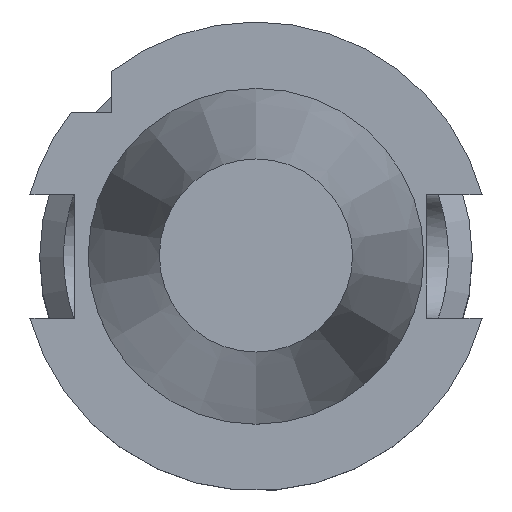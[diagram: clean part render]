
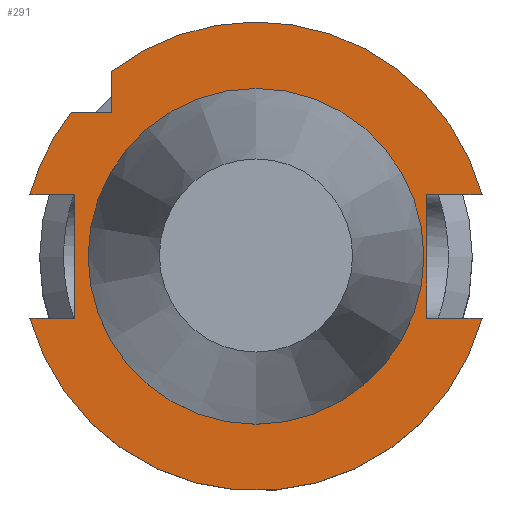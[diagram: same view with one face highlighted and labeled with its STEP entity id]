
A CAD part, top view. The second image highlights one B-rep face of the part: STEP entity #291.
In plain terms, the highlighted planar face has unit normal (0, 0, 1).
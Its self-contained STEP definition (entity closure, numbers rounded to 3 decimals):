
#251=EDGE_CURVE('240[2]',#669,#670,#671,.T.);
#253=EDGE_CURVE('240[2]',#673,#674,#675,.T.);
#268=EDGE_CURVE('240[2]',#697,#577,#698,.T.);
#274=EDGE_CURVE('240[2]',#697,#670,#705,.T.);
#276=EDGE_CURVE('240[2]',#707,#589,#708,.T.);
#282=EDGE_CURVE('240[2]',#716,#717,#718,.T.);
#286=EDGE_CURVE('240[2]',#723,#723,#724,.T.);
#291=ADVANCED_FACE('240[2]',(#731,#732),#733,.T.);
#340=EDGE_CURVE('240[2]',#673,#707,#802,.T.);
#386=EDGE_CURVE('240[2]',#717,#669,#861,.T.);
#399=EDGE_CURVE('240[2]',#876,#674,#877,.T.);
#508=EDGE_CURVE('240[2]',#577,#876,#1005,.T.);
#524=EDGE_CURVE('240[2]',#716,#589,#1026,.T.);
#577=VERTEX_POINT('',#1155);
#589=VERTEX_POINT('',#1172);
#669=VERTEX_POINT('',#1371);
#670=VERTEX_POINT('',#1372);
#671=LINE('',#1373,#1374);
#673=VERTEX_POINT('',#1377);
#674=VERTEX_POINT('',#1378);
#675=CIRCLE('',#1379,48.75);
#697=VERTEX_POINT('',#1408);
#698=LINE('',#1409,#1410);
#705=CIRCLE('',#1421,48.75);
#707=VERTEX_POINT('',#1424);
#708=LINE('',#1425,#1426);
#716=VERTEX_POINT('',#1438);
#717=VERTEX_POINT('',#1439);
#718=LINE('',#1440,#1441);
#723=VERTEX_POINT('',#1448);
#724=CIRCLE('',#1449,34.925);
#731=FACE_OUTER_BOUND('',#1458,.T.);
#732=FACE_BOUND('',#1459,.T.);
#733=PLANE('',#1460);
#802=LINE('',#1569,#1570);
#861=LINE('',#1670,#1671);
#876=VERTEX_POINT('',#1694);
#877=LINE('',#1695,#1696);
#1005=LINE('',#1967,#1968);
#1026=CIRCLE('',#2033,48.75);
#1155=CARTESIAN_POINT('',(35.5,-12.85,-3.2));
#1172=CARTESIAN_POINT('',(-38.426,30.0,-3.2));
#1371=CARTESIAN_POINT('',(-37.7,-12.85,-3.2));
#1372=CARTESIAN_POINT('',(-47.026,-12.85,-3.2));
#1373=CARTESIAN_POINT('',(-21.972,-12.85,-3.2));
#1374=VECTOR('',#2172,1.0);
#1377=CARTESIAN_POINT('',(-30.0,38.426,-3.2));
#1378=CARTESIAN_POINT('',(47.026,12.85,-3.2));
#1379=AXIS2_PLACEMENT_3D('',#2173,#2174,#2175);
#1408=CARTESIAN_POINT('',(47.026,-12.85,-3.2));
#1409=CARTESIAN_POINT('',(21.422,-12.85,-3.2));
#1410=VECTOR('',#2204,1.0);
#1421=AXIS2_PLACEMENT_3D('',#2209,#2210,#2211);
#1424=CARTESIAN_POINT('',(-30.0,30.0,-3.2));
#1425=CARTESIAN_POINT('',(-18.059,30.0,-3.2));
#1426=VECTOR('',#2212,1.0);
#1438=CARTESIAN_POINT('',(-47.026,12.85,-3.2));
#1439=CARTESIAN_POINT('',(-37.7,12.85,-3.2));
#1440=CARTESIAN_POINT('',(-21.972,12.85,-3.2));
#1441=VECTOR('',#2217,1.0);
#1448=CARTESIAN_POINT('',(0.,34.925,-3.2));
#1449=AXIS2_PLACEMENT_3D('',#2221,#2222,#2223);
#1458=EDGE_LOOP('',(#2228,#2229,#2230,#2231,#2232,#2233,#2234,#2235,#2236,#2237,#2238));
#1459=EDGE_LOOP('',(#2239));
#1460=AXIS2_PLACEMENT_3D('',#2240,#2241,#2242);
#1569=CARTESIAN_POINT('',(-30.0,38.978,-3.2));
#1570=VECTOR('',#2303,1.0);
#1670=CARTESIAN_POINT('',(-37.7,20.919,-3.2));
#1671=VECTOR('',#2409,1.0);
#1694=CARTESIAN_POINT('',(35.5,12.85,-3.2));
#1695=CARTESIAN_POINT('',(21.422,12.85,-3.2));
#1696=VECTOR('',#2426,1.0);
#1967=CARTESIAN_POINT('',(35.5,20.919,-3.2));
#1968=VECTOR('',#2575,1.0);
#2033=AXIS2_PLACEMENT_3D('',#2614,#2615,#2616);
#2172=DIRECTION('',(-1.0,0.,0.));
#2173=CARTESIAN_POINT('',(0.,0.,-3.2));
#2174=DIRECTION('',(0.,0.,-1.0));
#2175=DIRECTION('',(0.,1.0,0.));
#2204=DIRECTION('',(-1.0,0.,0.));
#2209=CARTESIAN_POINT('',(0.,0.,-3.2));
#2210=DIRECTION('',(0.,0.,-1.0));
#2211=DIRECTION('',(0.,1.0,0.));
#2212=DIRECTION('',(-1.0,0.0,0.));
#2217=DIRECTION('',(1.0,0.,0.));
#2221=CARTESIAN_POINT('',(0.,0.,-3.2));
#2222=DIRECTION('',(0.,0.,-1.0));
#2223=DIRECTION('',(0.,1.0,0.));
#2228=ORIENTED_EDGE('',*,*,#276,.T.);
#2229=ORIENTED_EDGE('',*,*,#524,.F.);
#2230=ORIENTED_EDGE('',*,*,#282,.T.);
#2231=ORIENTED_EDGE('',*,*,#386,.T.);
#2232=ORIENTED_EDGE('',*,*,#251,.T.);
#2233=ORIENTED_EDGE('',*,*,#274,.F.);
#2234=ORIENTED_EDGE('',*,*,#268,.T.);
#2235=ORIENTED_EDGE('',*,*,#508,.T.);
#2236=ORIENTED_EDGE('',*,*,#399,.T.);
#2237=ORIENTED_EDGE('',*,*,#253,.F.);
#2238=ORIENTED_EDGE('',*,*,#340,.T.);
#2239=ORIENTED_EDGE('',*,*,#286,.T.);
#2240=CARTESIAN_POINT('',(0.,41.838,-3.2));
#2241=DIRECTION('',(0.,0.,1.0));
#2242=DIRECTION('',(0.,-1.0,0.));
#2303=DIRECTION('',(0.0,-1.0,0.));
#2409=DIRECTION('',(0.0,-1.0,0.));
#2426=DIRECTION('',(1.0,0.,0.));
#2575=DIRECTION('',(0.0,1.0,0.));
#2614=CARTESIAN_POINT('',(0.,0.,-3.2));
#2615=DIRECTION('',(0.,0.,-1.0));
#2616=DIRECTION('',(0.,1.0,0.));
